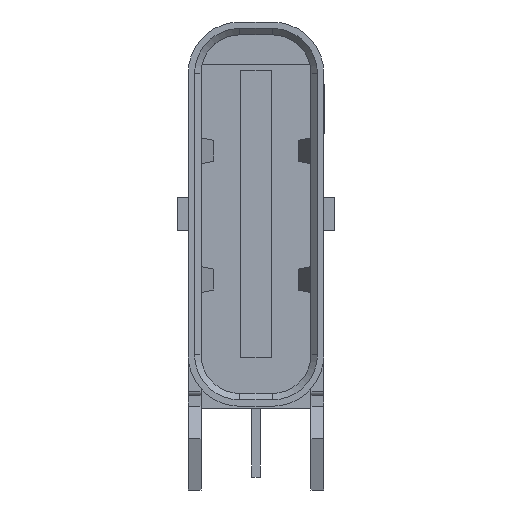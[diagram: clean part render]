
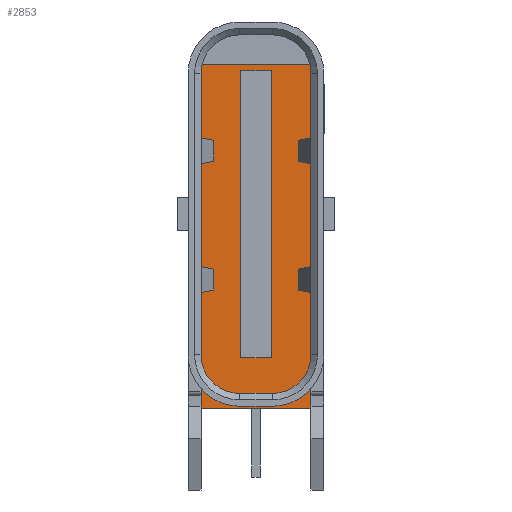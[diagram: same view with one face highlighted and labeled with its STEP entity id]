
A CAD part, front view. The second image highlights one B-rep face of the part: STEP entity #2853.
In plain terms, the highlighted planar face has unit normal (0, -1, 0).
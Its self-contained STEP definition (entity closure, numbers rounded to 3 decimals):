
#2267 = EDGE_CURVE('',#2268,#2270,#2272,.T.);
#2268 = VERTEX_POINT('',#2269);
#2269 = CARTESIAN_POINT('',(1.28,-3.9,
    -0.1));
#2270 = VERTEX_POINT('',#2271);
#2271 = CARTESIAN_POINT('',(-1.28,-3.9,
    -0.1));
#2272 = LINE('',#2273,#2274);
#2273 = CARTESIAN_POINT('',(1.257,-3.9,
    -0.1));
#2274 = VECTOR('',#2275,1.);
#2275 = DIRECTION('',(-1.,0.,0.));
#2613 = EDGE_CURVE('',#2614,#2616,#2618,.T.);
#2614 = VERTEX_POINT('',#2615);
#2615 = CARTESIAN_POINT('',(0.35,-3.9,
    1.08));
#2616 = VERTEX_POINT('',#2617);
#2617 = CARTESIAN_POINT('',(0.35,-3.9,
    7.77));
#2618 = LINE('',#2619,#2620);
#2619 = CARTESIAN_POINT('',(0.35,-3.9,
    7.77));
#2620 = VECTOR('',#2621,1.);
#2621 = DIRECTION('',(0.,0.,1.));
#2853 = ADVANCED_FACE('',(#2854,#2879),#2904,.F.);
#2854 = FACE_BOUND('',#2855,.T.);
#2855 = EDGE_LOOP('',(#2856,#2857,#2865,#2873));
#2856 = ORIENTED_EDGE('',*,*,#2267,.F.);
#2857 = ORIENTED_EDGE('',*,*,#2858,.T.);
#2858 = EDGE_CURVE('',#2268,#2859,#2861,.T.);
#2859 = VERTEX_POINT('',#2860);
#2860 = CARTESIAN_POINT('',(1.28,-3.9,
    7.9));
#2861 = LINE('',#2862,#2863);
#2862 = CARTESIAN_POINT('',(1.28,-3.9,
    -7.93));
#2863 = VECTOR('',#2864,1.);
#2864 = DIRECTION('',(0.,0.,1.));
#2865 = ORIENTED_EDGE('',*,*,#2866,.T.);
#2866 = EDGE_CURVE('',#2859,#2867,#2869,.T.);
#2867 = VERTEX_POINT('',#2868);
#2868 = CARTESIAN_POINT('',(-1.28,-3.9,
    7.9));
#2869 = LINE('',#2870,#2871);
#2870 = CARTESIAN_POINT('',(1.257,-3.9,7.9
    ));
#2871 = VECTOR('',#2872,1.);
#2872 = DIRECTION('',(-1.,0.,0.));
#2873 = ORIENTED_EDGE('',*,*,#2874,.F.);
#2874 = EDGE_CURVE('',#2270,#2867,#2875,.T.);
#2875 = LINE('',#2876,#2877);
#2876 = CARTESIAN_POINT('',(-1.28,-3.9,
    -7.93));
#2877 = VECTOR('',#2878,1.);
#2878 = DIRECTION('',(0.,0.,1.));
#2879 = FACE_BOUND('',#2880,.T.);
#2880 = EDGE_LOOP('',(#2881,#2882,#2890,#2898));
#2881 = ORIENTED_EDGE('',*,*,#2613,.F.);
#2882 = ORIENTED_EDGE('',*,*,#2883,.F.);
#2883 = EDGE_CURVE('',#2884,#2614,#2886,.T.);
#2884 = VERTEX_POINT('',#2885);
#2885 = CARTESIAN_POINT('',(-0.35,-3.9,
    1.08));
#2886 = LINE('',#2887,#2888);
#2887 = CARTESIAN_POINT('',(-0.35,-3.9,
    1.08));
#2888 = VECTOR('',#2889,1.);
#2889 = DIRECTION('',(1.,0.,0.));
#2890 = ORIENTED_EDGE('',*,*,#2891,.F.);
#2891 = EDGE_CURVE('',#2892,#2884,#2894,.T.);
#2892 = VERTEX_POINT('',#2893);
#2893 = CARTESIAN_POINT('',(-0.35,-3.9,
    7.77));
#2894 = LINE('',#2895,#2896);
#2895 = CARTESIAN_POINT('',(-0.35,-3.9,
    7.77));
#2896 = VECTOR('',#2897,1.);
#2897 = DIRECTION('',(0.,0.,-1.));
#2898 = ORIENTED_EDGE('',*,*,#2899,.F.);
#2899 = EDGE_CURVE('',#2616,#2892,#2900,.T.);
#2900 = LINE('',#2901,#2902);
#2901 = CARTESIAN_POINT('',(-0.35,-3.9,
    7.77));
#2902 = VECTOR('',#2903,1.);
#2903 = DIRECTION('',(-1.,-0.,-0.));
#2904 = PLANE('',#2905);
#2905 = AXIS2_PLACEMENT_3D('',#2906,#2907,#2908);
#2906 = CARTESIAN_POINT('',(1.257,-3.9,
    -7.93));
#2907 = DIRECTION('',(0.,1.,0.));
#2908 = DIRECTION('',(0.,-0.,1.));
